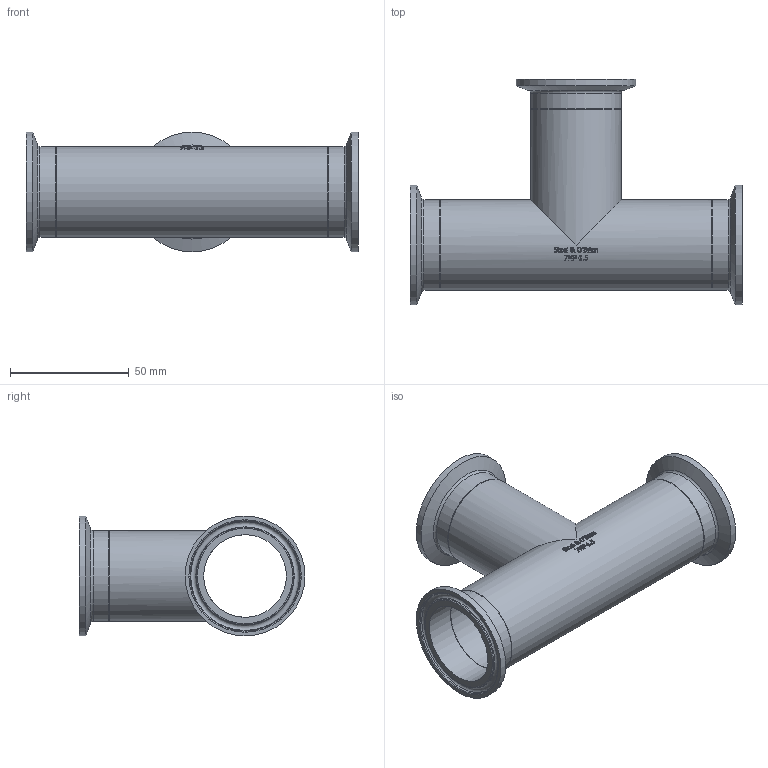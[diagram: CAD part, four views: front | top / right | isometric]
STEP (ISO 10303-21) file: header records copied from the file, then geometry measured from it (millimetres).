
FILE_DESCRIPTION(/* description */ (''),/* implementation_level */ '2;1');
FILE_NAME(/* name */ '7MP-1.5.stp',/* time_stamp */ '2019-02-01T14:15:21-05:00',/* author */ ('rick'),/* organization */ (''),/* preprocessor_version */ 'ST-DEVELOPER v15.2',/* originating_system */ 'Autodesk Inventor 2014',/* authorisation */ '');
FILE_SCHEMA (('AUTOMOTIVE_DESIGN { 1 0 10303 214 3 1 1 }'));
Length unit declared in the file: inch
Products named in the file (1): 7MP-1.5
Bounding box: 139.7 x 95.05 x 50.39 mm (x, y, z)
Volume: 43874.6 mm3; surface area: 48788.1 mm2
Topology: 1 solids, 1 shells, 356 faces, 923 edges, 607 vertices
Faces by surface type: plane 145, bspline 141, cylinder 43, torus 18, cone 9
Full cylindrical faces by diameter (mm): 34.798 x5, 38.1 x5, 50.394 x3
Entity records: 13288 total; most frequent: CARTESIAN_POINT 5435, ORIENTED_EDGE 1754, DIRECTION 1220, EDGE_CURVE 877, VERTEX_POINT 603, EDGE_LOOP 440, AXIS2_PLACEMENT_3D 409, LINE 402
